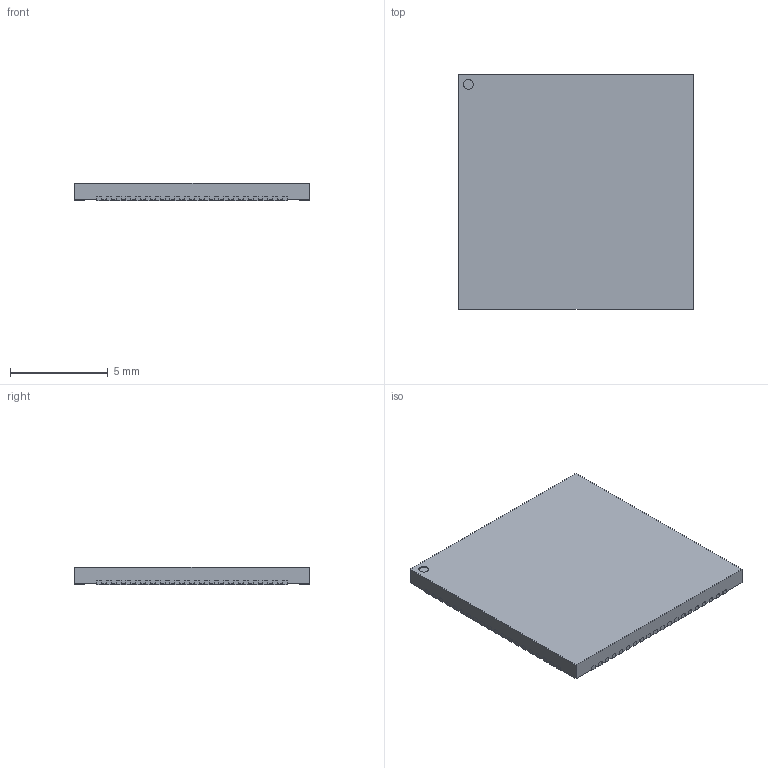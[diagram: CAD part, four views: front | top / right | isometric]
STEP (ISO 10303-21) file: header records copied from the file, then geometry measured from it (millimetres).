
FILE_DESCRIPTION (( 'STEP AP214' ), '1' );
FILE_NAME ('User Library-QFN80_.5.STEP', '2019-03-27T16:05:51', ( '' ), ( '' ), 'SwSTEP 2.0', 'SolidWorks 2019', '' );
FILE_SCHEMA (( 'AUTOMOTIVE_DESIGN' ));
Length unit declared in the file: millimetre
Products named in the file (1): User Library-QFN80_.5
Bounding box: 12.01 x 12.01 x 0.9 mm (x, y, z)
Volume: 127.1 mm3; surface area: 336.6 mm2
Topology: 1 solids, 1 shells, 598 faces, 1782 edges, 1188 vertices
Faces by surface type: plane 413, cylinder 185
Entity records: 20149 total; most frequent: CARTESIAN_POINT 3569, ORIENTED_EDGE 3564, DIRECTION 3350, EDGE_CURVE 1782, VECTOR 1412, LINE 1412, VERTEX_POINT 1188, AXIS2_PLACEMENT_3D 969
